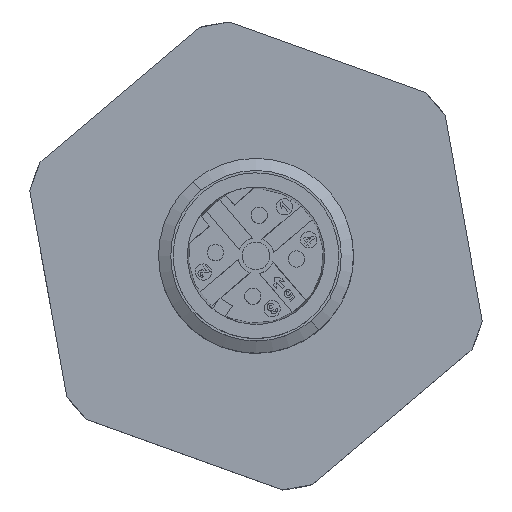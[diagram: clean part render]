
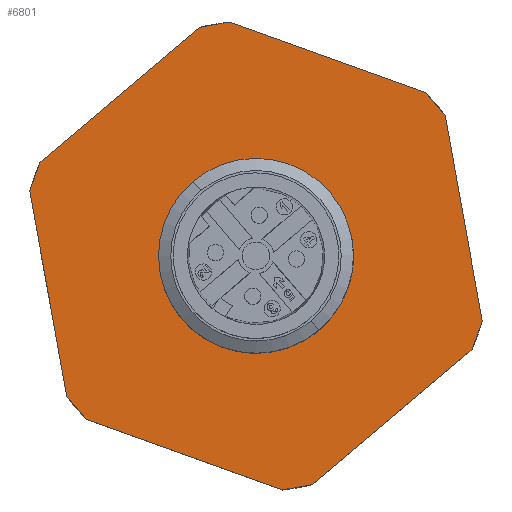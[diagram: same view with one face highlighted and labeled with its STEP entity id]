
A CAD part, top view. The second image highlights one B-rep face of the part: STEP entity #6801.
In plain terms, the highlighted planar face has unit normal (0, 0, 1).
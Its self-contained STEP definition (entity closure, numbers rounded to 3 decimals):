
#6640=AXIS2_PLACEMENT_3D('Circle Axis2P3D',#6638,#6639,$) ;
#6679=AXIS2_PLACEMENT_3D('Plane Axis2P3D',#6676,#6677,#6678) ;
#6628=CARTESIAN_POINT('Vertex',(8.03,13.34,23.6)) ;
#6635=CARTESIAN_POINT('Vertex',(19.838,15.472,23.6)) ;
#6638=CARTESIAN_POINT('Axis2P3D Location',(13.934,14.406,23.6)) ;
#6652=CARTESIAN_POINT('Control Point',(8.03,13.34,23.6)) ;
#6653=CARTESIAN_POINT('Control Point',(8.197,12.412,23.6)) ;
#6654=CARTESIAN_POINT('Control Point',(8.547,11.518,23.6)) ;
#6655=CARTESIAN_POINT('Control Point',(9.07,10.704,23.6)) ;
#6656=CARTESIAN_POINT('Control Point',(10.407,9.325,23.6)) ;
#6657=CARTESIAN_POINT('Control Point',(12.167,8.554,23.6)) ;
#6658=CARTESIAN_POINT('Control Point',(13.112,8.349,23.6)) ;
#6659=CARTESIAN_POINT('Control Point',(15.033,8.319,23.6)) ;
#6660=CARTESIAN_POINT('Control Point',(16.822,9.019,23.6)) ;
#6661=CARTESIAN_POINT('Control Point',(17.636,9.542,23.6)) ;
#6662=CARTESIAN_POINT('Control Point',(19.015,10.879,23.6)) ;
#6663=CARTESIAN_POINT('Control Point',(19.786,12.639,23.6)) ;
#6664=CARTESIAN_POINT('Control Point',(19.991,13.584,23.6)) ;
#6665=CARTESIAN_POINT('Control Point',(20.006,14.545,23.6)) ;
#6666=CARTESIAN_POINT('Control Point',(19.838,15.472,23.6)) ;
#6676=CARTESIAN_POINT('Axis2P3D Location',(16.177,33.346,23.6)) ;
#6682=CARTESIAN_POINT('Control Point',(27.868,10.396,23.6)) ;
#6683=CARTESIAN_POINT('Control Point',(27.765,10.035,23.6)) ;
#6684=CARTESIAN_POINT('Control Point',(27.649,9.678,23.6)) ;
#6685=CARTESIAN_POINT('Control Point',(27.522,9.324,23.6)) ;
#6686=CARTESIAN_POINT('Control Point',(27.384,8.975,23.6)) ;
#6687=CARTESIAN_POINT('Control Point',(27.234,8.631,23.6)) ;
#6688=CARTESIAN_POINT('Vertex',(27.868,10.396,23.6)) ;
#6690=CARTESIAN_POINT('Vertex',(27.234,8.631,23.6)) ;
#6693=CARTESIAN_POINT('Line Origine',(26.727,16.716,23.6)) ;
#6697=CARTESIAN_POINT('Vertex',(25.586,23.037,23.6)) ;
#6701=CARTESIAN_POINT('Control Point',(24.374,24.469,23.6)) ;
#6702=CARTESIAN_POINT('Control Point',(24.634,24.198,23.6)) ;
#6703=CARTESIAN_POINT('Control Point',(24.886,23.92,23.6)) ;
#6704=CARTESIAN_POINT('Control Point',(25.129,23.633,23.6)) ;
#6705=CARTESIAN_POINT('Control Point',(25.362,23.338,23.6)) ;
#6706=CARTESIAN_POINT('Control Point',(25.586,23.037,23.6)) ;
#6707=CARTESIAN_POINT('Vertex',(24.374,24.469,23.6)) ;
#6710=CARTESIAN_POINT('Line Origine',(18.33,26.64,23.6)) ;
#6714=CARTESIAN_POINT('Vertex',(12.285,28.812,23.6)) ;
#6718=CARTESIAN_POINT('Control Point',(10.44,28.479,23.6)) ;
#6719=CARTESIAN_POINT('Control Point',(10.804,28.569,23.6)) ;
#6720=CARTESIAN_POINT('Control Point',(11.171,28.648,23.6)) ;
#6721=CARTESIAN_POINT('Control Point',(11.541,28.715,23.6)) ;
#6722=CARTESIAN_POINT('Control Point',(11.913,28.769,23.6)) ;
#6723=CARTESIAN_POINT('Control Point',(12.285,28.812,23.6)) ;
#6724=CARTESIAN_POINT('Vertex',(10.44,28.479,23.6)) ;
#6727=CARTESIAN_POINT('Line Origine',(5.537,24.33,23.6)) ;
#6731=CARTESIAN_POINT('Vertex',(0.634,20.181,23.6)) ;
#6735=CARTESIAN_POINT('Control Point',(0.,18.416,23.6)) ;
#6736=CARTESIAN_POINT('Control Point',(0.103,18.777,23.6)) ;
#6737=CARTESIAN_POINT('Control Point',(0.219,19.134,23.6)) ;
#6738=CARTESIAN_POINT('Control Point',(0.346,19.488,23.6)) ;
#6739=CARTESIAN_POINT('Control Point',(0.484,19.837,23.6)) ;
#6740=CARTESIAN_POINT('Control Point',(0.634,20.181,23.6)) ;
#6741=CARTESIAN_POINT('Vertex',(0.,18.416,23.6)) ;
#6744=CARTESIAN_POINT('Line Origine',(1.141,12.096,23.6)) ;
#6748=CARTESIAN_POINT('Vertex',(2.282,5.775,23.6)) ;
#6752=CARTESIAN_POINT('Control Point',(3.494,4.343,23.6)) ;
#6753=CARTESIAN_POINT('Control Point',(3.234,4.614,23.6)) ;
#6754=CARTESIAN_POINT('Control Point',(2.982,4.892,23.6)) ;
#6755=CARTESIAN_POINT('Control Point',(2.739,5.179,23.6)) ;
#6756=CARTESIAN_POINT('Control Point',(2.506,5.474,23.6)) ;
#6757=CARTESIAN_POINT('Control Point',(2.282,5.775,23.6)) ;
#6758=CARTESIAN_POINT('Vertex',(3.494,4.343,23.6)) ;
#6761=CARTESIAN_POINT('Line Origine',(9.538,2.172,23.6)) ;
#6765=CARTESIAN_POINT('Vertex',(15.583,0.,23.6)) ;
#6769=CARTESIAN_POINT('Control Point',(17.428,0.333,23.6)) ;
#6770=CARTESIAN_POINT('Control Point',(17.064,0.243,23.6)) ;
#6771=CARTESIAN_POINT('Control Point',(16.697,0.164,23.6)) ;
#6772=CARTESIAN_POINT('Control Point',(16.327,0.097,23.6)) ;
#6773=CARTESIAN_POINT('Control Point',(15.955,0.043,23.6)) ;
#6774=CARTESIAN_POINT('Control Point',(15.583,0.,23.6)) ;
#6775=CARTESIAN_POINT('Vertex',(17.428,0.333,23.6)) ;
#6778=CARTESIAN_POINT('Line Origine',(22.331,4.482,23.6)) ;
#6639=DIRECTION('Axis2P3D Direction',(0.,0.,1.)) ;
#6677=DIRECTION('Axis2P3D Direction',(0.,0.,1.)) ;
#6678=DIRECTION('Axis2P3D XDirection',(0.646,-0.763,0.)) ;
#6694=DIRECTION('Vector Direction',(-0.178,0.984,0.)) ;
#6711=DIRECTION('Vector Direction',(-0.941,0.338,0.)) ;
#6728=DIRECTION('Vector Direction',(-0.763,-0.646,0.)) ;
#6745=DIRECTION('Vector Direction',(0.178,-0.984,0.)) ;
#6762=DIRECTION('Vector Direction',(0.941,-0.338,0.)) ;
#6779=DIRECTION('Vector Direction',(0.763,0.646,0.)) ;
#6695=VECTOR('Line Direction',#6694,1.) ;
#6712=VECTOR('Line Direction',#6711,1.) ;
#6729=VECTOR('Line Direction',#6728,1.) ;
#6746=VECTOR('Line Direction',#6745,1.) ;
#6763=VECTOR('Line Direction',#6762,1.) ;
#6780=VECTOR('Line Direction',#6779,1.) ;
#6784=ORIENTED_EDGE('',*,*,#6692,.F.) ;
#6785=ORIENTED_EDGE('',*,*,#6699,.T.) ;
#6786=ORIENTED_EDGE('',*,*,#6709,.F.) ;
#6787=ORIENTED_EDGE('',*,*,#6716,.T.) ;
#6788=ORIENTED_EDGE('',*,*,#6726,.F.) ;
#6789=ORIENTED_EDGE('',*,*,#6733,.T.) ;
#6790=ORIENTED_EDGE('',*,*,#6743,.F.) ;
#6791=ORIENTED_EDGE('',*,*,#6750,.T.) ;
#6792=ORIENTED_EDGE('',*,*,#6760,.F.) ;
#6793=ORIENTED_EDGE('',*,*,#6767,.T.) ;
#6794=ORIENTED_EDGE('',*,*,#6777,.F.) ;
#6795=ORIENTED_EDGE('',*,*,#6782,.T.) ;
#6798=ORIENTED_EDGE('',*,*,#6667,.F.) ;
#6799=ORIENTED_EDGE('',*,*,#6642,.F.) ;
#6800=FACE_BOUND('',#6797,.T.) ;
#6801=ADVANCED_FACE('Hauptk\X2\00F6\X0\rper',(#6796,#6800),#6680,.T.) ;
#6651=B_SPLINE_CURVE_WITH_KNOTS('',5,(#6652,#6653,#6654,#6655,#6656,#6657,#6658,#6659,#6660,#6661,#6662,#6663,#6664,#6665,#6666),.UNSPECIFIED.,.F.,.U.,(6,3,3,3,6),(-9.425,-4.712,0.,4.712,9.425),.UNSPECIFIED.) ;
#6681=B_SPLINE_CURVE_WITH_KNOTS('',5,(#6682,#6683,#6684,#6685,#6686,#6687),.UNSPECIFIED.,.F.,.U.,(6,6),(0.,2.654),.UNSPECIFIED.) ;
#6700=B_SPLINE_CURVE_WITH_KNOTS('',5,(#6701,#6702,#6703,#6704,#6705,#6706),.UNSPECIFIED.,.F.,.U.,(6,6),(0.,2.654),.UNSPECIFIED.) ;
#6717=B_SPLINE_CURVE_WITH_KNOTS('',5,(#6718,#6719,#6720,#6721,#6722,#6723),.UNSPECIFIED.,.F.,.U.,(6,6),(0.,2.654),.UNSPECIFIED.) ;
#6734=B_SPLINE_CURVE_WITH_KNOTS('',5,(#6735,#6736,#6737,#6738,#6739,#6740),.UNSPECIFIED.,.F.,.U.,(6,6),(0.,2.654),.UNSPECIFIED.) ;
#6751=B_SPLINE_CURVE_WITH_KNOTS('',5,(#6752,#6753,#6754,#6755,#6756,#6757),.UNSPECIFIED.,.F.,.U.,(6,6),(0.,2.654),.UNSPECIFIED.) ;
#6768=B_SPLINE_CURVE_WITH_KNOTS('',5,(#6769,#6770,#6771,#6772,#6773,#6774),.UNSPECIFIED.,.F.,.U.,(6,6),(0.,2.654),.UNSPECIFIED.) ;
#6641=CIRCLE('generated circle',#6640,6.) ;
#6642=EDGE_CURVE('',#6636,#6629,#6641,.T.) ;
#6667=EDGE_CURVE('',#6629,#6636,#6651,.T.) ;
#6692=EDGE_CURVE('',#6689,#6691,#6681,.T.) ;
#6699=EDGE_CURVE('',#6689,#6698,#6696,.T.) ;
#6709=EDGE_CURVE('',#6708,#6698,#6700,.T.) ;
#6716=EDGE_CURVE('',#6708,#6715,#6713,.T.) ;
#6726=EDGE_CURVE('',#6725,#6715,#6717,.T.) ;
#6733=EDGE_CURVE('',#6725,#6732,#6730,.T.) ;
#6743=EDGE_CURVE('',#6742,#6732,#6734,.T.) ;
#6750=EDGE_CURVE('',#6742,#6749,#6747,.T.) ;
#6760=EDGE_CURVE('',#6759,#6749,#6751,.T.) ;
#6767=EDGE_CURVE('',#6759,#6766,#6764,.T.) ;
#6777=EDGE_CURVE('',#6776,#6766,#6768,.T.) ;
#6782=EDGE_CURVE('',#6776,#6691,#6781,.T.) ;
#6783=EDGE_LOOP('',(#6784,#6785,#6786,#6787,#6788,#6789,#6790,#6791,#6792,#6793,#6794,#6795)) ;
#6797=EDGE_LOOP('',(#6798,#6799)) ;
#6796=FACE_OUTER_BOUND('',#6783,.T.) ;
#6696=LINE('Line',#6693,#6695) ;
#6713=LINE('Line',#6710,#6712) ;
#6730=LINE('Line',#6727,#6729) ;
#6747=LINE('Line',#6744,#6746) ;
#6764=LINE('Line',#6761,#6763) ;
#6781=LINE('Line',#6778,#6780) ;
#6680=PLANE('',#6679) ;
#6629=VERTEX_POINT('',#6628) ;
#6636=VERTEX_POINT('',#6635) ;
#6689=VERTEX_POINT('',#6688) ;
#6691=VERTEX_POINT('',#6690) ;
#6698=VERTEX_POINT('',#6697) ;
#6708=VERTEX_POINT('',#6707) ;
#6715=VERTEX_POINT('',#6714) ;
#6725=VERTEX_POINT('',#6724) ;
#6732=VERTEX_POINT('',#6731) ;
#6742=VERTEX_POINT('',#6741) ;
#6749=VERTEX_POINT('',#6748) ;
#6759=VERTEX_POINT('',#6758) ;
#6766=VERTEX_POINT('',#6765) ;
#6776=VERTEX_POINT('',#6775) ;
